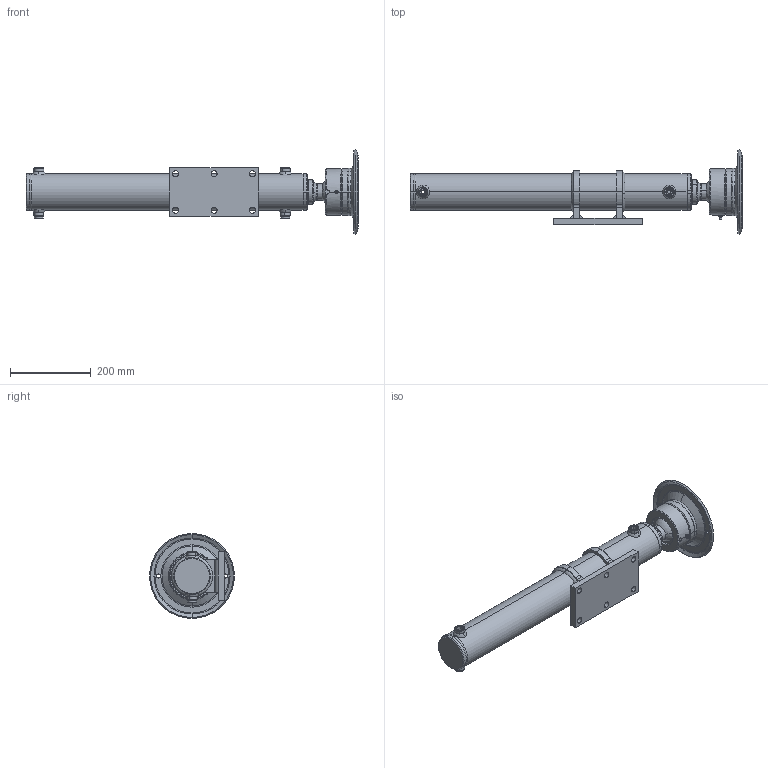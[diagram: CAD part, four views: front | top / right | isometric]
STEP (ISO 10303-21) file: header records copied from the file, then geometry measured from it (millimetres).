
FILE_DESCRIPTION (( 'STEP AP203' ), '1' );
FILE_NAME ('76080.570BEQ.STEP', '2014-09-02T12:25:29', ( '' ), ( '' ), 'SwSTEP 2.0', 'SolidWorks 2013', '' );
FILE_SCHEMA (( 'CONFIG_CONTROL_DESIGN' ));
Length unit declared in the file: millimetre
Products named in the file (1): 76080.570BEQ
Bounding box: 821 x 210 x 210 mm (x, y, z)
Surface area: 573119.1 mm2 (no closed solid volume)
Topology: 0 solids, 36 shells, 234 faces, 622 edges, 413 vertices
Faces by surface type: cylinder 76, plane 70, cone 54, torus 32, sphere 2
Entity records: 8232 total; most frequent: CARTESIAN_POINT 2210, DIRECTION 1384, ORIENTED_EDGE 1042, EDGE_CURVE 617, AXIS2_PLACEMENT_3D 568, VERTEX_POINT 410, CIRCLE 333, EDGE_LOOP 276
